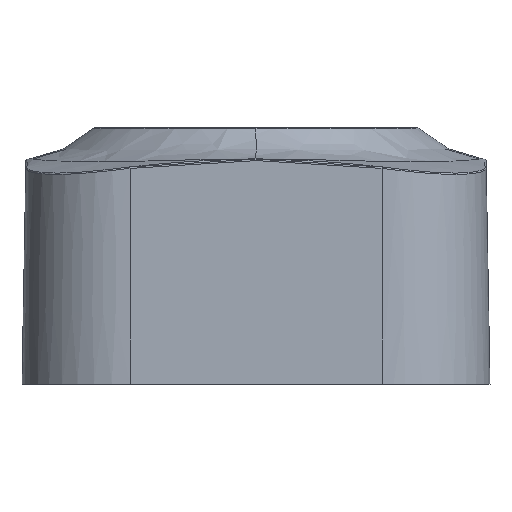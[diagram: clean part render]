
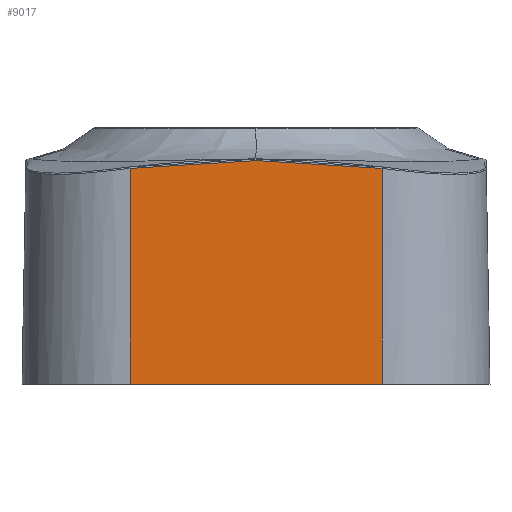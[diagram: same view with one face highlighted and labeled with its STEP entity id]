
A CAD part, front view. The second image highlights one B-rep face of the part: STEP entity #9017.
In plain terms, the highlighted planar face has unit normal (0, -1, 0.018).
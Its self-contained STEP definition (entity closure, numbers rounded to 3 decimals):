
#9017 = ADVANCED_FACE ( 'NONE', ( #47163 ), #62618, .F. ) ;
#26009 = DIRECTION ( 'NONE',  ( 1., 0., 0. ) ) ;
#28057 = ORIENTED_EDGE ( 'NONE', *, *, #118986, .T. ) ;
#30441 = CARTESIAN_POINT ( 'NONE',  ( 8.773, -31.966, 30.87 ) ) ;
#35168 = CARTESIAN_POINT ( 'NONE',  ( 17.5, -31.981, 29.969 ) ) ;
#44069 = CARTESIAN_POINT ( 'NONE',  ( 17.5, -32.505, 0. ) ) ;
#46090 = DIRECTION ( 'NONE',  ( -1., 0., 0. ) ) ;
#47163 = FACE_OUTER_BOUND ( 'NONE', #168765, .T. ) ;
#48050 = CARTESIAN_POINT ( 'NONE',  ( 0., -31.963, 31.05 ) ) ;
#51322 = CARTESIAN_POINT ( 'NONE',  ( 17.5, -31.981, 29.969 ) ) ;
#62618 = PLANE ( 'NONE',  #154901 ) ;
#63493 = CARTESIAN_POINT ( 'NONE',  ( 17.5, -31.981, 29.969 ) ) ;
#65648 = ORIENTED_EDGE ( 'NONE', *, *, #202889, .T. ) ;
#76933 = LINE ( 'NONE', #91288, #88000 ) ;
#79089 = DIRECTION ( 'NONE',  ( 0., 0.017, 1. ) ) ;
#81623 = LINE ( 'NONE', #151008, #144281 ) ;
#83236 = CARTESIAN_POINT ( 'NONE',  ( -13.146, -31.972, 30.509 ) ) ;
#84900 = DIRECTION ( 'NONE',  ( 0., 0.017, 1. ) ) ;
#88000 = VECTOR ( 'NONE', #79089, 1000. ) ;
#89120 = CARTESIAN_POINT ( 'NONE',  ( -17.5, -32.505, 0. ) ) ;
#91288 = CARTESIAN_POINT ( 'NONE',  ( 17.5, -32.505, 0. ) ) ;
#95052 = VECTOR ( 'NONE', #26009, 1000. ) ;
#96512 = CARTESIAN_POINT ( 'NONE',  ( -17.5, -31.981, 29.969 ) ) ;
#100597 = B_SPLINE_CURVE_WITH_KNOTS ( 'NONE', 4,
 ( #183531, #217658, #51322, #63493, #201140, #30441, #118523, #48050 ),
 .UNSPECIFIED., .F., .F.,
 ( 5, 3, 5 ),
 ( 0., 0., 1. ),
 .UNSPECIFIED. ) ;
#100662 = VERTEX_POINT ( 'NONE', #44069 ) ;
#100863 = CARTESIAN_POINT ( 'NONE',  ( 0., -31.963, 31.05 ) ) ;
#105575 = B_SPLINE_CURVE_WITH_KNOTS ( 'NONE', 4,
 ( #100863, #183494, #214357, #83236, #96512 ),
 .UNSPECIFIED., .F., .F.,
 ( 5, 5 ),
 ( 0., 1. ),
 .UNSPECIFIED. ) ;
#109999 = ORIENTED_EDGE ( 'NONE', *, *, #125767, .T. ) ;
#117109 = VERTEX_POINT ( 'NONE', #89120 ) ;
#117418 = VERTEX_POINT ( 'NONE', #187202 ) ;
#118523 = CARTESIAN_POINT ( 'NONE',  ( 4.387, -31.963, 31.05 ) ) ;
#118986 = EDGE_CURVE ( 'NONE', #100662, #149412, #76933, .T. ) ;
#125767 = EDGE_CURVE ( 'NONE', #117109, #100662, #141692, .T. ) ;
#129815 = DIRECTION ( 'NONE',  ( 0., 1., -0.017 ) ) ;
#141692 = LINE ( 'NONE', #179084, #95052 ) ;
#144281 = VECTOR ( 'NONE', #84900, 1000. ) ;
#144833 = VERTEX_POINT ( 'NONE', #145434 ) ;
#145064 = ORIENTED_EDGE ( 'NONE', *, *, #215945, .T. ) ;
#145434 = CARTESIAN_POINT ( 'NONE',  ( -17.5, -31.981, 29.969 ) ) ;
#149412 = VERTEX_POINT ( 'NONE', #35168 ) ;
#151008 = CARTESIAN_POINT ( 'NONE',  ( -17.5, -32.505, 0. ) ) ;
#154901 = AXIS2_PLACEMENT_3D ( 'NONE', #181547, #129815, #46090 ) ;
#168765 = EDGE_LOOP ( 'NONE', ( #109999, #28057, #145064, #65648, #186001 ) ) ;
#179084 = CARTESIAN_POINT ( 'NONE',  ( -17.5, -32.505, 0. ) ) ;
#181547 = CARTESIAN_POINT ( 'NONE',  ( 17.5, -32.505, 0. ) ) ;
#183494 = CARTESIAN_POINT ( 'NONE',  ( -4.387, -31.963, 31.05 ) ) ;
#183531 = CARTESIAN_POINT ( 'NONE',  ( 17.5, -31.981, 29.969 ) ) ;
#186001 = ORIENTED_EDGE ( 'NONE', *, *, #206984, .F. ) ;
#187202 = CARTESIAN_POINT ( 'NONE',  ( 0., -31.963, 31.05 ) ) ;
#201140 = CARTESIAN_POINT ( 'NONE',  ( 13.146, -31.972, 30.509 ) ) ;
#202889 = EDGE_CURVE ( 'NONE', #117418, #144833, #105575, .T. ) ;
#206984 = EDGE_CURVE ( 'NONE', #117109, #144833, #81623, .T. ) ;
#214357 = CARTESIAN_POINT ( 'NONE',  ( -8.773, -31.966, 30.87 ) ) ;
#215945 = EDGE_CURVE ( 'NONE', #149412, #117418, #100597, .T. ) ;
#217658 = CARTESIAN_POINT ( 'NONE',  ( 17.5, -31.981, 29.969 ) ) ;
